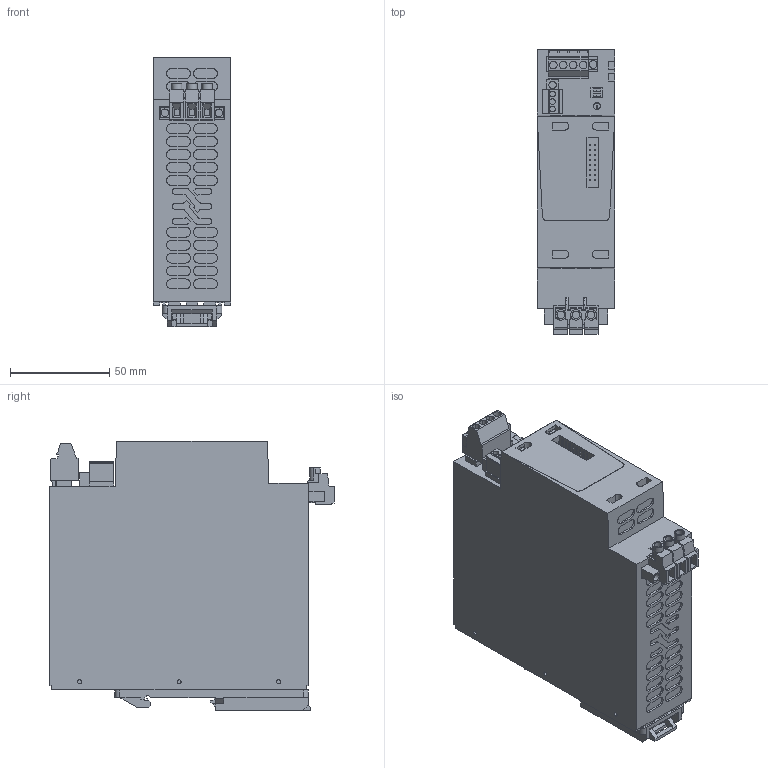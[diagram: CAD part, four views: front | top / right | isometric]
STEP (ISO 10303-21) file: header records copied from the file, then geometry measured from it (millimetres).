
FILE_DESCRIPTION(('CATIA V5 STEP Exchange','CAx-IF Rec.Pracs.--- Model Styling and Organization---1.4--- 2014-01-23'),'2;1');
FILE_NAME ('D1473313_0_2467240000_S3D_PRO_TOP2_120W_24V_5A_UW_EX.stp','2021-02-08T13:32:07+00:00',('none'),('Weidmueller'),'CATIA Version 5-6 Release 2016 SP3 HF44','CATIA V5 STEP AP214','none');
FILE_SCHEMA(('AUTOMOTIVE_DESIGN { 1 0 10303 214 1 1 1 1 }'));
Length unit declared in the file: millimetre
Products named in the file (1): S3D_PRO_TOP2_120W_24V_5A_UW_EX
Bounding box: 39 x 143 x 135.4 mm (x, y, z)
Volume: 604268.9 mm3; surface area: 83893 mm2
Topology: 40 solids, 40 shells, 1538 faces, 4162 edges, 2844 vertices
Faces by surface type: plane 1248, cylinder 274, extrusion 10, cone 6
Entity records: 48917 total; most frequent: CARTESIAN_POINT 10437, ORIENTED_EDGE 8324, DIRECTION 6194, EDGE_CURVE 4141, VECTOR 3337, LINE 3327, VERTEX_POINT 2823, EDGE_LOOP 1686
